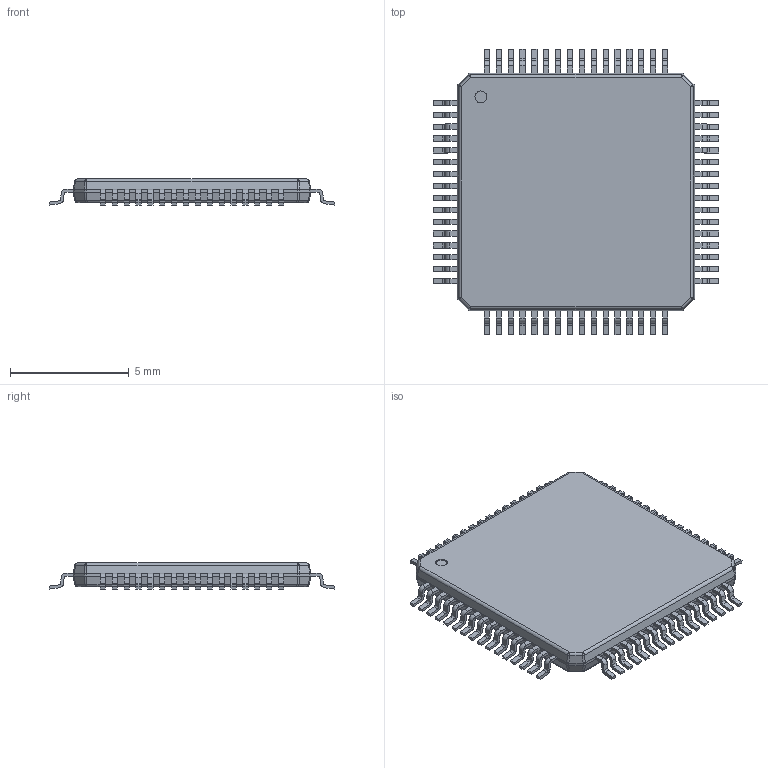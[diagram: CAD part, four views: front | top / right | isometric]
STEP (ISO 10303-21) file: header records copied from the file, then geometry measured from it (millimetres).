
FILE_DESCRIPTION((''),'2;1');
FILE_NAME('PAP0064K_ASM','2021-10-05T14:50:09',('a0412086'),(''),'CREO PARAMETRIC BY PTC INC, 2018500','CREO PARAMETRIC BY PTC INC, 2018500','');
FILE_SCHEMA(('CONFIG_CONTROL_DESIGN','SHAPE_APPEARANCE_LAYERS_GROUPS'));
Length unit declared in the file: millimetre
Products named in the file (4): BODY-QFP; LEAD-POWERPAD; THERMALPAD-PWRPAD; PAP0064K_ASM
Assembly tree (66 placements, depth 2):
  PAP0064K_ASM
    BODY-QFP
    LEAD-POWERPAD  x64
    THERMALPAD-PWRPAD
Bounding box: 12.03 x 12.03 x 1.1 mm (x, y, z)
Volume: 100.1 mm3; surface area: 332.9 mm2
Topology: 66 solids, 66 shells, 1016 faces, 2566 edges, 1684 vertices
Faces by surface type: plane 702, cylinder 298, sphere 16
Entity records: 5194 total; most frequent: CARTESIAN_POINT 762, DIRECTION 750, ORIENTED_EDGE 596, PRESENTATION_STYLE_ASSIGNMENT 301, STYLED_ITEM 301, CURVE_STYLE 298, EDGE_CURVE 298, AXIS2_PLACEMENT_3D 264
